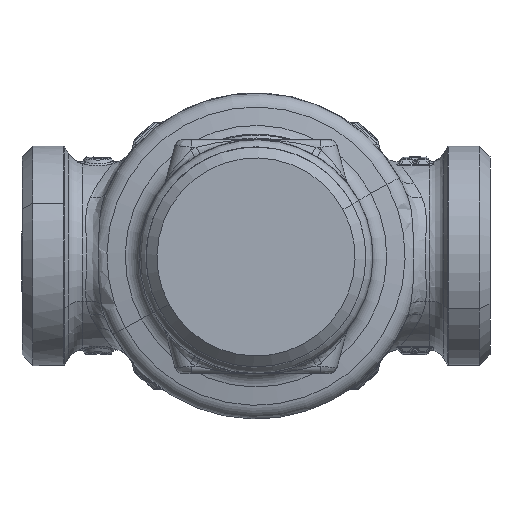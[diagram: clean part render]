
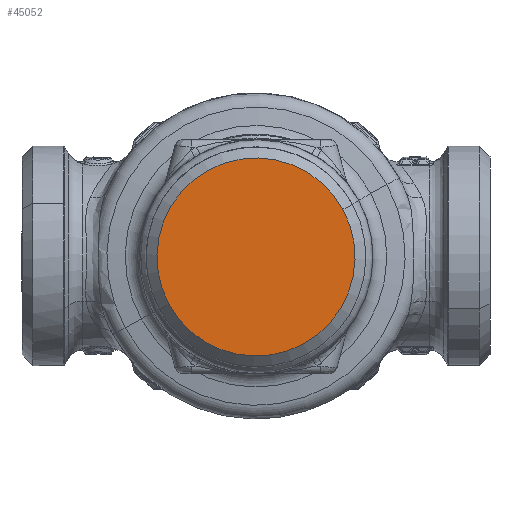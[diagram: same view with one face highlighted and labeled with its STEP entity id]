
A CAD part, front view. The second image highlights one B-rep face of the part: STEP entity #45052.
In plain terms, the highlighted planar face has unit normal (0, -1, -0.003).
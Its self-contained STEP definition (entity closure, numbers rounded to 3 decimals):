
#45003=CARTESIAN_POINT('Axis2P3D Location',(-11.77,-47.082,29.633)) ;
#45007=CARTESIAN_POINT('Vertex',(-22.169,-47.066,23.952)) ;
#45009=CARTESIAN_POINT('Vertex',(-1.371,-47.097,35.314)) ;
#45030=CARTESIAN_POINT('Axis2P3D Location',(-11.77,-47.082,29.633)) ;
#45043=CARTESIAN_POINT('Axis2P3D Location',(-11.77,-47.082,29.633)) ;
#45004=DIRECTION('Axis2P3D Direction',(-0.,1.,0.003)) ;
#45031=DIRECTION('Axis2P3D Direction',(-0.,1.,0.003)) ;
#45044=DIRECTION('Axis2P3D Direction',(0.,-1.,-0.003)) ;
#45045=DIRECTION('Axis2P3D XDirection',(1.,0.,0.)) ;
#45005=AXIS2_PLACEMENT_3D('Circle Axis2P3D',#45003,#45004,$) ;
#45032=AXIS2_PLACEMENT_3D('Circle Axis2P3D',#45030,#45031,$) ;
#45046=AXIS2_PLACEMENT_3D('Plane Axis2P3D',#45043,#45044,#45045) ;
#45006=CIRCLE('generated circle',#45005,11.85) ;
#45033=CIRCLE('generated circle',#45032,11.85) ;
#45047=PLANE('',#45046) ;
#45011=EDGE_CURVE('',#45008,#45010,#45006,.F.) ;
#45034=EDGE_CURVE('',#45010,#45008,#45033,.F.) ;
#45049=ORIENTED_EDGE('',*,*,#45034,.T.) ;
#45050=ORIENTED_EDGE('',*,*,#45011,.T.) ;
#45048=EDGE_LOOP('',(#45049,#45050)) ;
#45008=VERTEX_POINT('',#45007) ;
#45010=VERTEX_POINT('',#45009) ;
#45052=ADVANCED_FACE('PartBody',(#45051),#45047,.T.) ;
#45051=FACE_OUTER_BOUND('',#45048,.T.) ;
